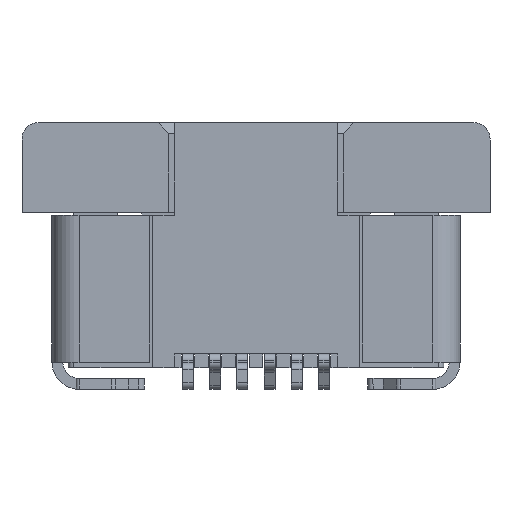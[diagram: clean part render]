
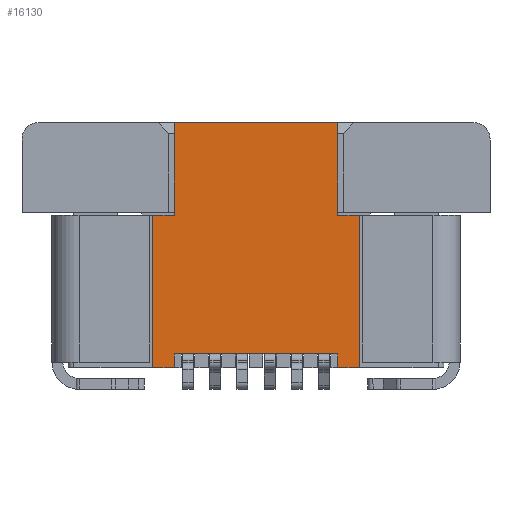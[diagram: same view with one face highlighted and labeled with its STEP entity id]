
A CAD part, front view. The second image highlights one B-rep face of the part: STEP entity #16130.
In plain terms, the highlighted planar face has unit normal (0, -1, 0).
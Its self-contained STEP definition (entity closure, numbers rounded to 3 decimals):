
#323 = EDGE_CURVE ( 'NONE', #33483, #23434, #3951, .T. ) ;
#839 = EDGE_CURVE ( 'NONE', #15810, #10485, #37092, .T. ) ;
#1358 = DIRECTION ( 'NONE',  ( 1., 0., 0. ) ) ;
#1585 = CARTESIAN_POINT ( 'NONE',  ( -1.9, -1.02, 5.954 ) ) ;
#1784 = ORIENTED_EDGE ( 'NONE', *, *, #33164, .T. ) ;
#2309 = DIRECTION ( 'NONE',  ( 0., 0., 1. ) ) ;
#2368 = CARTESIAN_POINT ( 'NONE',  ( -1.5, -1.02, 4.9 ) ) ;
#2441 = VECTOR ( 'NONE', #12461, 1000. ) ;
#2570 = DIRECTION ( 'NONE',  ( 0., 0., -1. ) ) ;
#2577 = CARTESIAN_POINT ( 'NONE',  ( 1.5, -1.02, 3.2 ) ) ;
#3038 = PLANE ( 'NONE',  #37046 ) ;
#3446 = VERTEX_POINT ( 'NONE', #16158 ) ;
#3951 = LINE ( 'NONE', #13436, #31456 ) ;
#5057 = VERTEX_POINT ( 'NONE', #2368 ) ;
#5141 = LINE ( 'NONE', #38690, #39341 ) ;
#5407 = CARTESIAN_POINT ( 'NONE',  ( -1.5, -1.02, 0. ) ) ;
#5960 = LINE ( 'NONE', #14296, #28663 ) ;
#6223 = VECTOR ( 'NONE', #17900, 1000. ) ;
#6264 = VERTEX_POINT ( 'NONE', #7252 ) ;
#6534 = CARTESIAN_POINT ( 'NONE',  ( 3.75, -1.02, 0.4 ) ) ;
#7036 = VERTEX_POINT ( 'NONE', #30905 ) ;
#7252 = CARTESIAN_POINT ( 'NONE',  ( -1.9, -1.02, 0.4 ) ) ;
#7749 = VERTEX_POINT ( 'NONE', #11495 ) ;
#8768 = LINE ( 'NONE', #33033, #6223 ) ;
#8988 = CARTESIAN_POINT ( 'NONE',  ( 1.9, -1.02, 3.2 ) ) ;
#9309 = CARTESIAN_POINT ( 'NONE',  ( -1.9, -1.02, 3.2 ) ) ;
#10485 = VERTEX_POINT ( 'NONE', #32175 ) ;
#11278 = EDGE_CURVE ( 'NONE', #38415, #33519, #37584, .T. ) ;
#11495 = CARTESIAN_POINT ( 'NONE',  ( 1.5, -1.02, 0.4 ) ) ;
#12339 = DIRECTION ( 'NONE',  ( 0., 1., 0. ) ) ;
#12341 = VECTOR ( 'NONE', #28790, 1000. ) ;
#12461 = DIRECTION ( 'NONE',  ( -1., 0., 0. ) ) ;
#13436 = CARTESIAN_POINT ( 'NONE',  ( -3.75, -1.02, 3.2 ) ) ;
#13608 = DIRECTION ( 'NONE',  ( 1., 0., 0. ) ) ;
#14153 = DIRECTION ( 'NONE',  ( 1., 0., 0. ) ) ;
#14296 = CARTESIAN_POINT ( 'NONE',  ( 1.9, -1.02, 5.954 ) ) ;
#14485 = DIRECTION ( 'NONE',  ( 0., 0., -1. ) ) ;
#14532 = LINE ( 'NONE', #35638, #27227 ) ;
#14724 = VECTOR ( 'NONE', #38835, 1000. ) ;
#15633 = ORIENTED_EDGE ( 'NONE', *, *, #19142, .F. ) ;
#15739 = VECTOR ( 'NONE', #2570, 1000. ) ;
#15810 = VERTEX_POINT ( 'NONE', #35378 ) ;
#15971 = ORIENTED_EDGE ( 'NONE', *, *, #38667, .F. ) ;
#16130 = ADVANCED_FACE ( 'NONE', ( #33269 ), #3038, .F. ) ;
#16145 = ORIENTED_EDGE ( 'NONE', *, *, #11278, .T. ) ;
#16158 = CARTESIAN_POINT ( 'NONE',  ( 1.5, -1.02, 4.9 ) ) ;
#16192 = CARTESIAN_POINT ( 'NONE',  ( -1.5, -1.02, 0.65 ) ) ;
#16630 = LINE ( 'NONE', #1585, #12341 ) ;
#16871 = CARTESIAN_POINT ( 'NONE',  ( 3.75, -1.02, 3.2 ) ) ;
#17890 = VECTOR ( 'NONE', #13608, 1000. ) ;
#17900 = DIRECTION ( 'NONE',  ( 0., 0., 1. ) ) ;
#18453 = EDGE_LOOP ( 'NONE', ( #27292, #1784, #30205, #28930, #15971, #31313, #15633, #16145, #21436, #35024, #36447, #32256 ) ) ;
#18741 = CARTESIAN_POINT ( 'NONE',  ( -1.5, -1.02, 3.2 ) ) ;
#19142 = EDGE_CURVE ( 'NONE', #38415, #19793, #5960, .T. ) ;
#19614 = EDGE_CURVE ( 'NONE', #5057, #3446, #20528, .T. ) ;
#19793 = VERTEX_POINT ( 'NONE', #32263 ) ;
#20528 = LINE ( 'NONE', #32690, #14724 ) ;
#20883 = CARTESIAN_POINT ( 'NONE',  ( -3.75, -1.02, 3.2 ) ) ;
#21436 = ORIENTED_EDGE ( 'NONE', *, *, #23119, .F. ) ;
#21806 = EDGE_CURVE ( 'NONE', #7036, #15810, #8768, .T. ) ;
#22045 = EDGE_CURVE ( 'NONE', #5057, #23434, #26048, .T. ) ;
#22152 = EDGE_CURVE ( 'NONE', #19793, #7749, #24419, .T. ) ;
#23119 = EDGE_CURVE ( 'NONE', #3446, #33519, #5141, .T. ) ;
#23434 = VERTEX_POINT ( 'NONE', #18741 ) ;
#24419 = LINE ( 'NONE', #6534, #2441 ) ;
#24493 = DIRECTION ( 'NONE',  ( -1., 0., 0. ) ) ;
#25143 = VECTOR ( 'NONE', #2309, 1000. ) ;
#25257 = DIRECTION ( 'NONE',  ( -1., 0., 0. ) ) ;
#26048 = LINE ( 'NONE', #5407, #15739 ) ;
#27227 = VECTOR ( 'NONE', #14153, 1000. ) ;
#27292 = ORIENTED_EDGE ( 'NONE', *, *, #29293, .T. ) ;
#28663 = VECTOR ( 'NONE', #14485, 1000. ) ;
#28790 = DIRECTION ( 'NONE',  ( 0., 0., -1. ) ) ;
#28930 = ORIENTED_EDGE ( 'NONE', *, *, #839, .T. ) ;
#29152 = LINE ( 'NONE', #38863, #25143 ) ;
#29293 = EDGE_CURVE ( 'NONE', #33483, #6264, #16630, .T. ) ;
#30205 = ORIENTED_EDGE ( 'NONE', *, *, #21806, .T. ) ;
#30905 = CARTESIAN_POINT ( 'NONE',  ( -1.5, -1.02, 0.4 ) ) ;
#31313 = ORIENTED_EDGE ( 'NONE', *, *, #22152, .F. ) ;
#31456 = VECTOR ( 'NONE', #1358, 1000. ) ;
#32175 = CARTESIAN_POINT ( 'NONE',  ( 1.5, -1.02, 0.65 ) ) ;
#32256 = ORIENTED_EDGE ( 'NONE', *, *, #323, .F. ) ;
#32263 = CARTESIAN_POINT ( 'NONE',  ( 1.9, -1.02, 0.4 ) ) ;
#32690 = CARTESIAN_POINT ( 'NONE',  ( -1.5, -1.02, 4.9 ) ) ;
#33033 = CARTESIAN_POINT ( 'NONE',  ( -1.5, -1.02, 3.2 ) ) ;
#33139 = VECTOR ( 'NONE', #25257, 1000. ) ;
#33164 = EDGE_CURVE ( 'NONE', #6264, #7036, #14532, .T. ) ;
#33269 = FACE_OUTER_BOUND ( 'NONE', #18453, .T. ) ;
#33483 = VERTEX_POINT ( 'NONE', #9309 ) ;
#33519 = VERTEX_POINT ( 'NONE', #2577 ) ;
#35024 = ORIENTED_EDGE ( 'NONE', *, *, #19614, .F. ) ;
#35177 = DIRECTION ( 'NONE',  ( 0., 0., -1. ) ) ;
#35378 = CARTESIAN_POINT ( 'NONE',  ( -1.5, -1.02, 0.65 ) ) ;
#35638 = CARTESIAN_POINT ( 'NONE',  ( -3.75, -1.02, 0.4 ) ) ;
#36447 = ORIENTED_EDGE ( 'NONE', *, *, #22045, .T. ) ;
#37046 = AXIS2_PLACEMENT_3D ( 'NONE', #20883, #12339, #24493 ) ;
#37092 = LINE ( 'NONE', #16192, #17890 ) ;
#37584 = LINE ( 'NONE', #16871, #33139 ) ;
#38415 = VERTEX_POINT ( 'NONE', #8988 ) ;
#38667 = EDGE_CURVE ( 'NONE', #7749, #10485, #29152, .T. ) ;
#38690 = CARTESIAN_POINT ( 'NONE',  ( 1.5, -1.02, 0. ) ) ;
#38835 = DIRECTION ( 'NONE',  ( 1., 0., 0. ) ) ;
#38863 = CARTESIAN_POINT ( 'NONE',  ( 1.5, -1.02, 3.2 ) ) ;
#39341 = VECTOR ( 'NONE', #35177, 1000. ) ;
